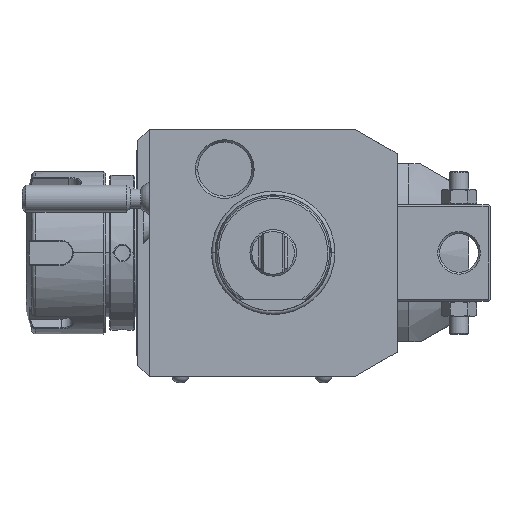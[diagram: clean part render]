
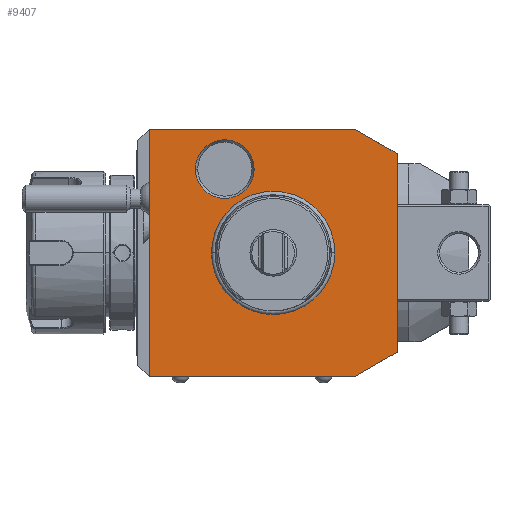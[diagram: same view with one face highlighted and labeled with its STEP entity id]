
A CAD part, front view. The second image highlights one B-rep face of the part: STEP entity #9407.
In plain terms, the highlighted planar face has unit normal (0, -1, 0).
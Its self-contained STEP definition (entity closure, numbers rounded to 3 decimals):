
#1=DIRECTION('',(0.866,0.,0.5));
#2=VECTOR('',#1,12.702);
#3=CARTESIAN_POINT('',(21.,0.,-32.));
#4=LINE('',#3,#2);
#5=DIRECTION('',(1.,0.,0.));
#6=VECTOR('',#5,53.);
#7=CARTESIAN_POINT('',(-32.,0.,-32.));
#8=LINE('',#7,#6);
#9=DIRECTION('',(0.,0.,-1.));
#10=VECTOR('',#9,64.);
#11=CARTESIAN_POINT('',(-32.,0.,32.));
#12=LINE('',#11,#10);
#13=DIRECTION('',(-1.,0.,0.));
#14=VECTOR('',#13,53.);
#15=CARTESIAN_POINT('',(21.,0.,32.));
#16=LINE('',#15,#14);
#17=DIRECTION('',(-0.866,0.,0.5));
#18=VECTOR('',#17,12.702);
#19=CARTESIAN_POINT('',(32.,0.,25.649));
#20=LINE('',#19,#18);
#21=DIRECTION('',(0.,0.,1.));
#22=VECTOR('',#21,51.298);
#23=CARTESIAN_POINT('',(32.,0.,-25.649));
#24=LINE('',#23,#22);
#25=CARTESIAN_POINT('',(-12.5,0.,21.651));
#26=DIRECTION('',(0.,1.,0.));
#27=DIRECTION('',(1.,0.,0.));
#28=AXIS2_PLACEMENT_3D('',#25,#26,#27);
#30=CARTESIAN_POINT('',(-12.5,0.,21.651));
#31=DIRECTION('',(0.,1.,0.));
#32=DIRECTION('',(-1.,0.,0.));
#33=AXIS2_PLACEMENT_3D('',#30,#31,#32);
#7180=CARTESIAN_POINT('',(0.,0.,0.));
#7181=DIRECTION('',(0.,-1.,0.));
#7182=DIRECTION('',(1.,0.,0.));
#7183=AXIS2_PLACEMENT_3D('',#7180,#7181,#7182);
#7185=CARTESIAN_POINT('',(0.,0.,0.));
#7186=DIRECTION('',(0.,-1.,0.));
#7187=DIRECTION('',(-1.,0.,0.));
#7188=AXIS2_PLACEMENT_3D('',#7185,#7186,#7187);
#8457=CARTESIAN_POINT('',(-4.923,0.,21.651));
#8458=CARTESIAN_POINT('',(-20.077,0.,21.651));
#8459=VERTEX_POINT('',#8457);
#8460=VERTEX_POINT('',#8458);
#9190=CARTESIAN_POINT('',(21.,0.,-32.));
#9191=CARTESIAN_POINT('',(32.,0.,-25.649));
#9192=VERTEX_POINT('',#9190);
#9193=VERTEX_POINT('',#9191);
#9194=CARTESIAN_POINT('',(32.,0.,25.649));
#9195=VERTEX_POINT('',#9194);
#9196=CARTESIAN_POINT('',(21.,0.,32.));
#9197=VERTEX_POINT('',#9196);
#9198=CARTESIAN_POINT('',(-32.,0.,32.));
#9199=VERTEX_POINT('',#9198);
#9200=CARTESIAN_POINT('',(-32.,0.,-32.));
#9201=VERTEX_POINT('',#9200);
#9254=CARTESIAN_POINT('',(15.783,0.,0.));
#9255=CARTESIAN_POINT('',(-15.783,0.,0.));
#9256=VERTEX_POINT('',#9254);
#9257=VERTEX_POINT('',#9255);
#9376=CARTESIAN_POINT('',(0.,0.,0.));
#9377=DIRECTION('',(0.,-1.,0.));
#9378=DIRECTION('',(-1.,0.,0.));
#9379=AXIS2_PLACEMENT_3D('',#9376,#9377,#9378);
#9380=PLANE('',#9379);
#9382=ORIENTED_EDGE('',*,*,#9381,.F.);
#9384=ORIENTED_EDGE('',*,*,#9383,.F.);
#9386=ORIENTED_EDGE('',*,*,#9385,.F.);
#9388=ORIENTED_EDGE('',*,*,#9387,.F.);
#9390=ORIENTED_EDGE('',*,*,#9389,.F.);
#9392=ORIENTED_EDGE('',*,*,#9391,.F.);
#9393=EDGE_LOOP('',(#9382,#9384,#9386,#9388,#9390,#9392));
#9394=FACE_OUTER_BOUND('',#9393,.F.);
#9396=ORIENTED_EDGE('',*,*,#9395,.T.);
#9398=ORIENTED_EDGE('',*,*,#9397,.T.);
#9399=EDGE_LOOP('',(#9396,#9398));
#9400=FACE_BOUND('',#9399,.F.);
#9402=ORIENTED_EDGE('',*,*,#9401,.F.);
#9404=ORIENTED_EDGE('',*,*,#9403,.F.);
#9405=EDGE_LOOP('',(#9402,#9404));
#9406=FACE_BOUND('',#9405,.F.);
#29=CIRCLE('',#28,7.577);
#34=CIRCLE('',#33,7.577);
#7184=CIRCLE('',#7183,15.783);
#7189=CIRCLE('',#7188,15.783);
#9381=EDGE_CURVE('',#9192,#9193,#4,.T.);
#9383=EDGE_CURVE('',#9201,#9192,#8,.T.);
#9385=EDGE_CURVE('',#9199,#9201,#12,.T.);
#9387=EDGE_CURVE('',#9197,#9199,#16,.T.);
#9389=EDGE_CURVE('',#9195,#9197,#20,.T.);
#9391=EDGE_CURVE('',#9193,#9195,#24,.T.);
#9395=EDGE_CURVE('',#9256,#9257,#7184,.T.);
#9397=EDGE_CURVE('',#9257,#9256,#7189,.T.);
#9401=EDGE_CURVE('',#8459,#8460,#29,.T.);
#9403=EDGE_CURVE('',#8460,#8459,#34,.T.);
#9407=ADVANCED_FACE('',(#9394,#9400,#9406),#9380,.T.);
